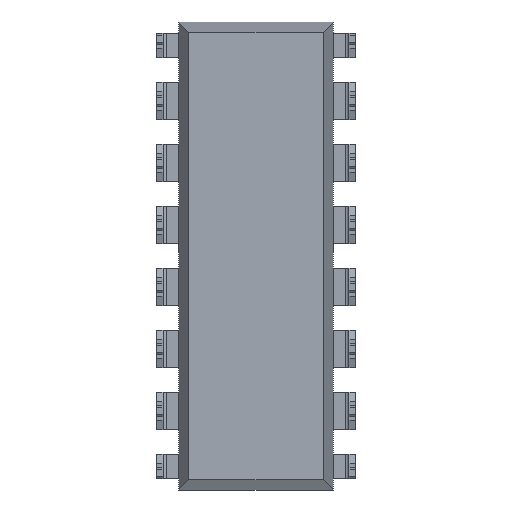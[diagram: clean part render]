
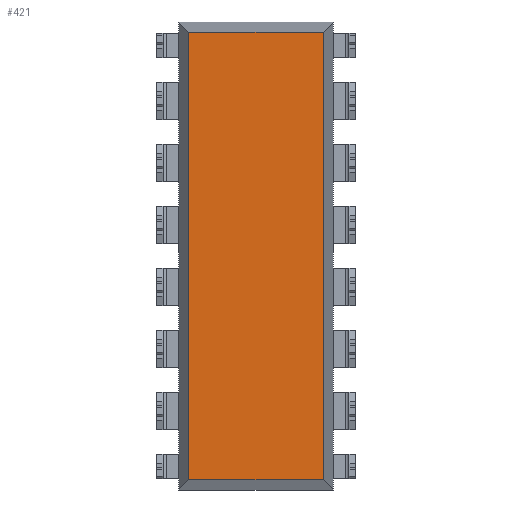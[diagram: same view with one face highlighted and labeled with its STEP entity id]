
A CAD part, front view. The second image highlights one B-rep face of the part: STEP entity #421.
In plain terms, the highlighted planar face has unit normal (0, -1, 0).
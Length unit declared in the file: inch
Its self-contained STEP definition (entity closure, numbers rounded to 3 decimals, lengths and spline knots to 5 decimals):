
#144 = VECTOR ( 'NONE', #6501, 39.37008 ) ;
#421 = ADVANCED_FACE ( 'NONE', ( #913 ), #5256, .T. ) ;
#913 = FACE_OUTER_BOUND ( 'NONE', #2418, .T. ) ;
#1003 = DIRECTION ( 'NONE',  ( 0., 0., -1. ) ) ;
#1058 = AXIS2_PLACEMENT_3D ( 'NONE', #5985, #7373, #1003 ) ;
#1302 = LINE ( 'NONE', #6856, #5760 ) ;
#1921 = CARTESIAN_POINT ( 'NONE',  ( -0.10869, 0.015, 0.36119 ) ) ;
#2418 = EDGE_LOOP ( 'NONE', ( #7011, #7096, #5086, #9024 ) ) ;
#2850 = CARTESIAN_POINT ( 'NONE',  ( -0.125, 0.015, -0.36119 ) ) ;
#2857 = VECTOR ( 'NONE', #9122, 39.37008 ) ;
#2959 = VERTEX_POINT ( 'NONE', #4912 ) ;
#3317 = LINE ( 'NONE', #2850, #7367 ) ;
#3468 = VERTEX_POINT ( 'NONE', #7539 ) ;
#3612 = VERTEX_POINT ( 'NONE', #1921 ) ;
#4077 = CARTESIAN_POINT ( 'NONE',  ( 0.10869, 0.015, -0.3775 ) ) ;
#4158 = EDGE_CURVE ( 'NONE', #2959, #3612, #1302, .T. ) ;
#4272 = DIRECTION ( 'NONE',  ( 1., 0., 0. ) ) ;
#4912 = CARTESIAN_POINT ( 'NONE',  ( 0.10869, 0.015, 0.36119 ) ) ;
#5086 = ORIENTED_EDGE ( 'NONE', *, *, #4158, .T. ) ;
#5256 = PLANE ( 'NONE',  #1058 ) ;
#5402 = VERTEX_POINT ( 'NONE', #9229 ) ;
#5602 = LINE ( 'NONE', #7198, #144 ) ;
#5760 = VECTOR ( 'NONE', #6259, 39.37008 ) ;
#5985 = CARTESIAN_POINT ( 'NONE',  ( 0., 0.015, 0. ) ) ;
#6234 = EDGE_CURVE ( 'NONE', #3612, #5402, #5602, .T. ) ;
#6259 = DIRECTION ( 'NONE',  ( -1., 0., 0. ) ) ;
#6501 = DIRECTION ( 'NONE',  ( 0., 0., -1. ) ) ;
#6856 = CARTESIAN_POINT ( 'NONE',  ( 0.125, 0.015, 0.36119 ) ) ;
#7011 = ORIENTED_EDGE ( 'NONE', *, *, #8211, .T. ) ;
#7096 = ORIENTED_EDGE ( 'NONE', *, *, #9124, .T. ) ;
#7198 = CARTESIAN_POINT ( 'NONE',  ( -0.10869, 0.015, 0.3775 ) ) ;
#7367 = VECTOR ( 'NONE', #4272, 39.37008 ) ;
#7373 = DIRECTION ( 'NONE',  ( 0., -1., 0. ) ) ;
#7539 = CARTESIAN_POINT ( 'NONE',  ( 0.10869, 0.015, -0.36119 ) ) ;
#8211 = EDGE_CURVE ( 'NONE', #5402, #3468, #3317, .T. ) ;
#8594 = LINE ( 'NONE', #4077, #2857 ) ;
#9024 = ORIENTED_EDGE ( 'NONE', *, *, #6234, .T. ) ;
#9122 = DIRECTION ( 'NONE',  ( 0., 0., 1. ) ) ;
#9124 = EDGE_CURVE ( 'NONE', #3468, #2959, #8594, .T. ) ;
#9229 = CARTESIAN_POINT ( 'NONE',  ( -0.10869, 0.015, -0.36119 ) ) ;
